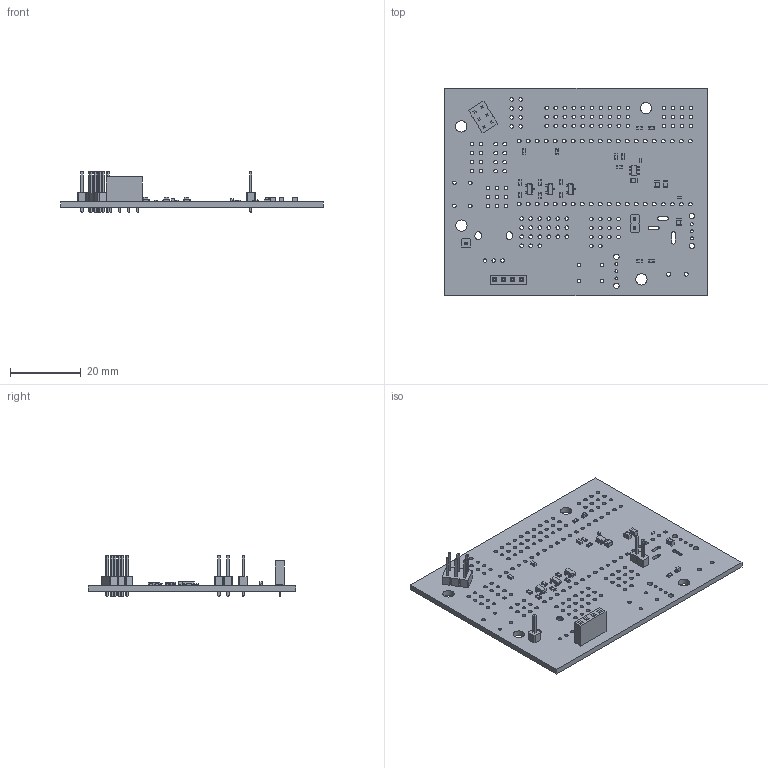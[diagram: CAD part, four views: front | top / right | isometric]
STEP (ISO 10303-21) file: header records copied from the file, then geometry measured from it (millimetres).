
FILE_DESCRIPTION(('KiCad electronic assembly'),'2;1');
FILE_NAME('rcc-pico.step','2023-04-20T16:16:22',('Pcbnew'),('Kicad'), 'Open CASCADE STEP processor 7.6','KiCad to STEP converter','Unknown' );
FILE_SCHEMA(('AUTOMOTIVE_DESIGN { 1 0 10303 214 1 1 1 1 }'));
Length unit declared in the file: millimetre
Products named in the file (24): rcc-pico 1; TSOT-23-6; SOLID; R_0603_1608Metric; PinHeader_1x01_P2.54mm_Vertical; SOT-23; LED_0603_1608Metric; C_0805_2012Metric; C_0603_1608Metric; C_0402_1005Metric; PinHeader_2x03_P2.54mm_Vertical; PinSocket_1x04_P2.54mm_Vertical; PinHeader_1x02_P2.54mm_Vertical; PCB
Assembly tree (41 placements, depth 3):
  rcc-pico 1
    TSOT-23-6
      SOLID
    R_0603_1608Metric  x10
      SOLID
    PinHeader_1x01_P2.54mm_Vertical
      SOLID
    SOT-23  x3
      SOLID
    LED_0603_1608Metric  x2
      SOLID
    C_0805_2012Metric  x4
      SOLID
    C_0603_1608Metric  x3
      SOLID
    C_0402_1005Metric  x2
      SOLID
    PinHeader_2x03_P2.54mm_Vertical
      SOLID
    PinSocket_1x04_P2.54mm_Vertical
      SOLID
    PinHeader_1x02_P2.54mm_Vertical
      SOLID
    PCB
Bounding box: 73.97 x 58.4 x 11.64 mm (x, y, z)
Volume: 6901.5 mm3; surface area: 10692.1 mm2
Topology: 30 solids, 30 shells, 1640 faces, 4272 edges, 2742 vertices
Faces by surface type: plane 1075, cylinder 454, bspline 111
Full cylindrical faces by diameter (mm): 0.8 x6, 1 x134, 1.02 x40, 1.1 x2, 1.5 x4, 3.2 x4
Entity records: 74794 total; most frequent: CARTESIAN_POINT 14277, DIRECTION 10161, LINE 6919, VECTOR 6919, ORIENTED_EDGE 5470, PCURVE 5470, DEFINITIONAL_REPRESENTATION 5470, EDGE_CURVE 2735
